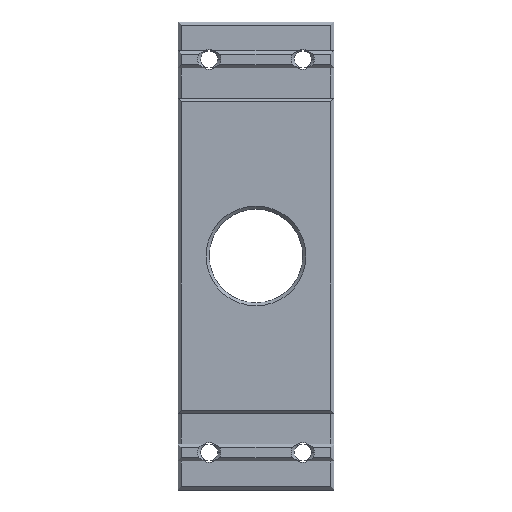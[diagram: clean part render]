
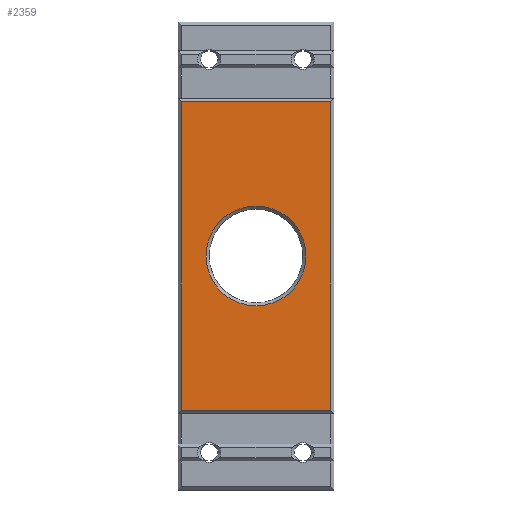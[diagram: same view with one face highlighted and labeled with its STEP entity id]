
A CAD part, top view. The second image highlights one B-rep face of the part: STEP entity #2359.
In plain terms, the highlighted planar face has unit normal (0, 0, 1).
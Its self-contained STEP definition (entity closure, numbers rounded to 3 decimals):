
#1465 = VERTEX_POINT('',#1466);
#1466 = CARTESIAN_POINT('',(24.,49.5,10.));
#1474 = VERTEX_POINT('',#1475);
#1475 = CARTESIAN_POINT('',(-24.,49.5,10.));
#1481 = EDGE_CURVE('',#1465,#1474,#1482,.T.);
#1482 = LINE('',#1483,#1484);
#1483 = CARTESIAN_POINT('',(25.,49.5,10.));
#1484 = VECTOR('',#1485,1.);
#1485 = DIRECTION('',(-1.,0.,0.));
#1515 = VERTEX_POINT('',#1516);
#1516 = CARTESIAN_POINT('',(-24.,-49.5,10.));
#1522 = EDGE_CURVE('',#1474,#1515,#1523,.T.);
#1523 = LINE('',#1524,#1525);
#1524 = CARTESIAN_POINT('',(-24.,50.5,10.));
#1525 = VECTOR('',#1526,1.);
#1526 = DIRECTION('',(0.,-1.,0.));
#1539 = VERTEX_POINT('',#1540);
#1540 = CARTESIAN_POINT('',(24.,-49.5,10.));
#1546 = EDGE_CURVE('',#1515,#1539,#1547,.T.);
#1547 = LINE('',#1548,#1549);
#1548 = CARTESIAN_POINT('',(-25.,-49.5,10.));
#1549 = VECTOR('',#1550,1.);
#1550 = DIRECTION('',(1.,0.,0.));
#2347 = EDGE_CURVE('',#1539,#1465,#2348,.T.);
#2348 = LINE('',#2349,#2350);
#2349 = CARTESIAN_POINT('',(24.,-50.5,10.));
#2350 = VECTOR('',#2351,1.);
#2351 = DIRECTION('',(0.,1.,0.));
#2359 = ADVANCED_FACE('',(#2360,#2366),#2377,.T.);
#2360 = FACE_BOUND('',#2361,.T.);
#2361 = EDGE_LOOP('',(#2362,#2363,#2364,#2365));
#2362 = ORIENTED_EDGE('',*,*,#1522,.T.);
#2363 = ORIENTED_EDGE('',*,*,#1546,.T.);
#2364 = ORIENTED_EDGE('',*,*,#2347,.T.);
#2365 = ORIENTED_EDGE('',*,*,#1481,.T.);
#2366 = FACE_BOUND('',#2367,.T.);
#2367 = EDGE_LOOP('',(#2368));
#2368 = ORIENTED_EDGE('',*,*,#2369,.F.);
#2369 = EDGE_CURVE('',#2370,#2370,#2372,.T.);
#2370 = VERTEX_POINT('',#2371);
#2371 = CARTESIAN_POINT('',(16.,0.,10.));
#2372 = CIRCLE('',#2373,16.);
#2373 = AXIS2_PLACEMENT_3D('',#2374,#2375,#2376);
#2374 = CARTESIAN_POINT('',(0.,0.,10.));
#2375 = DIRECTION('',(0.,0.,1.));
#2376 = DIRECTION('',(1.,0.,0.));
#2377 = PLANE('',#2378);
#2378 = AXIS2_PLACEMENT_3D('',#2379,#2380,#2381);
#2379 = CARTESIAN_POINT('',(0.,0.,10.));
#2380 = DIRECTION('',(0.,0.,1.));
#2381 = DIRECTION('',(1.,0.,0.));
